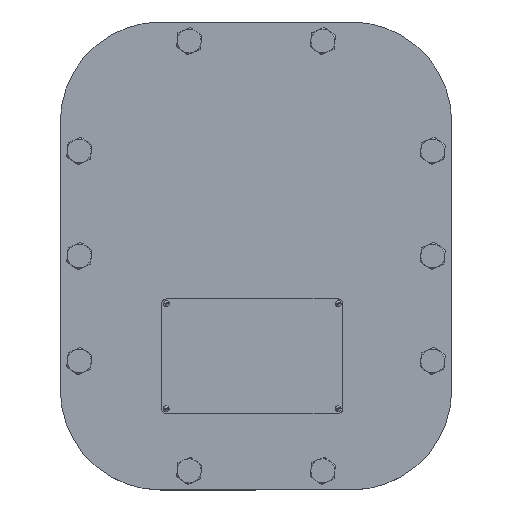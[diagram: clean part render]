
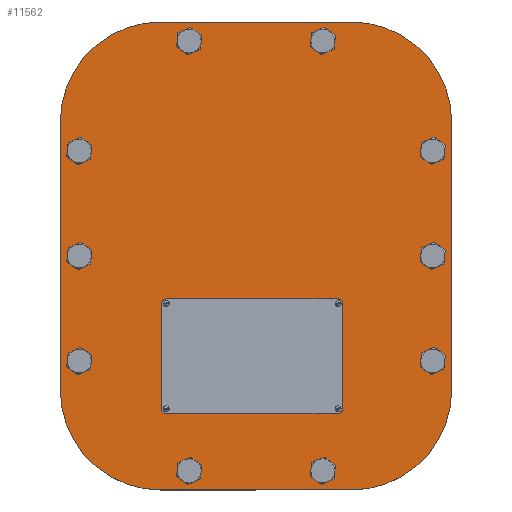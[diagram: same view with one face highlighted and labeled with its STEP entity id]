
A CAD part, top view. The second image highlights one B-rep face of the part: STEP entity #11562.
In plain terms, the highlighted planar face has unit normal (0, 0, 1).
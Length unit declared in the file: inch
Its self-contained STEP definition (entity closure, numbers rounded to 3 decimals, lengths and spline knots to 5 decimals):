
#1945=LINE('',#22452,#2724);
#1950=LINE('',#22462,#2729);
#1996=LINE('',#22644,#2775);
#1999=LINE('',#22654,#2778);
#2724=VECTOR('',#14654,0.3937);
#2729=VECTOR('',#14661,0.3937);
#2775=VECTOR('',#14869,0.3937);
#2778=VECTOR('',#14882,0.3937);
#3126=PLANE('',#12609);
#3331=FACE_BOUND('',#4773,.T.);
#3332=FACE_BOUND('',#4774,.T.);
#3333=FACE_BOUND('',#4775,.T.);
#3334=FACE_BOUND('',#4776,.T.);
#3335=FACE_BOUND('',#4777,.T.);
#3336=FACE_BOUND('',#4778,.T.);
#3337=FACE_BOUND('',#4779,.T.);
#3338=FACE_BOUND('',#4780,.T.);
#3339=FACE_BOUND('',#4781,.T.);
#3340=FACE_BOUND('',#4782,.T.);
#3949=FACE_OUTER_BOUND('',#4772,.T.);
#4772=EDGE_LOOP('',(#10425,#10426,#10427,#10428,#10429,#10430,#10431,#10432));
#4773=EDGE_LOOP('',(#10433));
#4774=EDGE_LOOP('',(#10434));
#4775=EDGE_LOOP('',(#10435));
#4776=EDGE_LOOP('',(#10436));
#4777=EDGE_LOOP('',(#10437));
#4778=EDGE_LOOP('',(#10438));
#4779=EDGE_LOOP('',(#10439));
#4780=EDGE_LOOP('',(#10440));
#4781=EDGE_LOOP('',(#10441));
#4782=EDGE_LOOP('',(#10442));
#5118=CIRCLE('',#12482,0.23438);
#5120=CIRCLE('',#12485,0.23438);
#5122=CIRCLE('',#12488,0.23438);
#5124=CIRCLE('',#12491,0.23438);
#5126=CIRCLE('',#12494,0.23438);
#5128=CIRCLE('',#12497,0.23438);
#5130=CIRCLE('',#12500,0.23438);
#5132=CIRCLE('',#12503,0.23438);
#5134=CIRCLE('',#12506,0.23438);
#5136=CIRCLE('',#12509,0.23438);
#5186=CIRCLE('',#12600,2.625);
#5187=CIRCLE('',#12603,2.625);
#5188=CIRCLE('',#12605,2.625);
#5189=CIRCLE('',#12608,2.625);
#6036=VERTEX_POINT('',#22375);
#6038=VERTEX_POINT('',#22380);
#6040=VERTEX_POINT('',#22385);
#6042=VERTEX_POINT('',#22390);
#6044=VERTEX_POINT('',#22395);
#6046=VERTEX_POINT('',#22400);
#6048=VERTEX_POINT('',#22405);
#6050=VERTEX_POINT('',#22410);
#6052=VERTEX_POINT('',#22415);
#6054=VERTEX_POINT('',#22420);
#6065=VERTEX_POINT('',#22449);
#6066=VERTEX_POINT('',#22451);
#6069=VERTEX_POINT('',#22459);
#6070=VERTEX_POINT('',#22461);
#6124=VERTEX_POINT('',#22639);
#6125=VERTEX_POINT('',#22643);
#6126=VERTEX_POINT('',#22649);
#6127=VERTEX_POINT('',#22653);
#7459=EDGE_CURVE('',#6036,#6036,#5118,.T.);
#7461=EDGE_CURVE('',#6038,#6038,#5120,.T.);
#7463=EDGE_CURVE('',#6040,#6040,#5122,.T.);
#7465=EDGE_CURVE('',#6042,#6042,#5124,.T.);
#7467=EDGE_CURVE('',#6044,#6044,#5126,.T.);
#7469=EDGE_CURVE('',#6046,#6046,#5128,.T.);
#7471=EDGE_CURVE('',#6048,#6048,#5130,.T.);
#7473=EDGE_CURVE('',#6050,#6050,#5132,.T.);
#7475=EDGE_CURVE('',#6052,#6052,#5134,.T.);
#7477=EDGE_CURVE('',#6054,#6054,#5136,.T.);
#7491=EDGE_CURVE('',#6066,#6065,#1945,.T.);
#7496=EDGE_CURVE('',#6070,#6069,#1950,.T.);
#7585=EDGE_CURVE('',#6124,#6070,#5186,.T.);
#7587=EDGE_CURVE('',#6125,#6124,#1996,.T.);
#7589=EDGE_CURVE('',#6065,#6125,#5187,.T.);
#7590=EDGE_CURVE('',#6126,#6066,#5188,.T.);
#7592=EDGE_CURVE('',#6127,#6126,#1999,.T.);
#7594=EDGE_CURVE('',#6069,#6127,#5189,.T.);
#10425=ORIENTED_EDGE('',*,*,#7496,.T.);
#10426=ORIENTED_EDGE('',*,*,#7594,.T.);
#10427=ORIENTED_EDGE('',*,*,#7592,.T.);
#10428=ORIENTED_EDGE('',*,*,#7590,.T.);
#10429=ORIENTED_EDGE('',*,*,#7491,.T.);
#10430=ORIENTED_EDGE('',*,*,#7589,.T.);
#10431=ORIENTED_EDGE('',*,*,#7587,.T.);
#10432=ORIENTED_EDGE('',*,*,#7585,.T.);
#10433=ORIENTED_EDGE('',*,*,#7459,.T.);
#10434=ORIENTED_EDGE('',*,*,#7461,.T.);
#10435=ORIENTED_EDGE('',*,*,#7463,.T.);
#10436=ORIENTED_EDGE('',*,*,#7465,.T.);
#10437=ORIENTED_EDGE('',*,*,#7467,.T.);
#10438=ORIENTED_EDGE('',*,*,#7469,.T.);
#10439=ORIENTED_EDGE('',*,*,#7471,.T.);
#10440=ORIENTED_EDGE('',*,*,#7473,.T.);
#10441=ORIENTED_EDGE('',*,*,#7475,.T.);
#10442=ORIENTED_EDGE('',*,*,#7477,.T.);
#11562=ADVANCED_FACE('',(#3949,#3331,#3332,#3333,#3334,#3335,#3336,#3337,
#3338,#3339,#3340),#3126,.T.);
#12482=AXIS2_PLACEMENT_3D('',#22376,#14570,#14571);
#12485=AXIS2_PLACEMENT_3D('',#22381,#14576,#14577);
#12488=AXIS2_PLACEMENT_3D('',#22386,#14582,#14583);
#12491=AXIS2_PLACEMENT_3D('',#22391,#14588,#14589);
#12494=AXIS2_PLACEMENT_3D('',#22396,#14594,#14595);
#12497=AXIS2_PLACEMENT_3D('',#22401,#14600,#14601);
#12500=AXIS2_PLACEMENT_3D('',#22406,#14606,#14607);
#12503=AXIS2_PLACEMENT_3D('',#22411,#14612,#14613);
#12506=AXIS2_PLACEMENT_3D('',#22416,#14618,#14619);
#12509=AXIS2_PLACEMENT_3D('',#22421,#14624,#14625);
#12600=AXIS2_PLACEMENT_3D('',#22640,#14864,#14865);
#12603=AXIS2_PLACEMENT_3D('',#22647,#14873,#14874);
#12605=AXIS2_PLACEMENT_3D('',#22650,#14877,#14878);
#12608=AXIS2_PLACEMENT_3D('',#22657,#14886,#14887);
#12609=AXIS2_PLACEMENT_3D('',#22658,#14888,#14889);
#14570=DIRECTION('center_axis',(0.,0.,-1.));
#14571=DIRECTION('ref_axis',(-1.,0.,0.));
#14576=DIRECTION('center_axis',(0.,0.,-1.));
#14577=DIRECTION('ref_axis',(-1.,0.,0.));
#14582=DIRECTION('center_axis',(0.,0.,-1.));
#14583=DIRECTION('ref_axis',(-1.,0.,0.));
#14588=DIRECTION('center_axis',(0.,0.,-1.));
#14589=DIRECTION('ref_axis',(-1.,0.,0.));
#14594=DIRECTION('center_axis',(0.,0.,-1.));
#14595=DIRECTION('ref_axis',(-1.,0.,0.));
#14600=DIRECTION('center_axis',(0.,0.,-1.));
#14601=DIRECTION('ref_axis',(-1.,0.,0.));
#14606=DIRECTION('center_axis',(0.,0.,-1.));
#14607=DIRECTION('ref_axis',(-1.,0.,0.));
#14612=DIRECTION('center_axis',(0.,0.,-1.));
#14613=DIRECTION('ref_axis',(-1.,0.,0.));
#14618=DIRECTION('center_axis',(0.,0.,-1.));
#14619=DIRECTION('ref_axis',(-1.,0.,0.));
#14624=DIRECTION('center_axis',(0.,0.,-1.));
#14625=DIRECTION('ref_axis',(-1.,0.,0.));
#14654=DIRECTION('',(0.,1.,0.));
#14661=DIRECTION('',(0.,-1.,0.));
#14864=DIRECTION('center_axis',(0.,0.,1.));
#14865=DIRECTION('ref_axis',(0.,1.,0.));
#14869=DIRECTION('',(-1.,0.,0.));
#14873=DIRECTION('center_axis',(0.,0.,1.));
#14874=DIRECTION('ref_axis',(1.,0.,0.));
#14877=DIRECTION('center_axis',(0.,0.,1.));
#14878=DIRECTION('ref_axis',(0.,-1.,0.));
#14882=DIRECTION('',(1.,0.,0.));
#14886=DIRECTION('center_axis',(0.,0.,1.));
#14887=DIRECTION('ref_axis',(-1.,0.,0.));
#14888=DIRECTION('center_axis',(0.,0.,1.));
#14889=DIRECTION('ref_axis',(1.,0.,0.));
#22375=CARTESIAN_POINT('',(4.85938,0.,0.625));
#22376=CARTESIAN_POINT('Origin',(4.625,0.,0.625));
#22380=CARTESIAN_POINT('',(-4.39063,0.,0.625));
#22381=CARTESIAN_POINT('Origin',(-4.625,0.,0.625));
#22385=CARTESIAN_POINT('',(-1.51563,-5.625,0.625));
#22386=CARTESIAN_POINT('Origin',(-1.75,-5.625,0.625));
#22390=CARTESIAN_POINT('',(1.98438,-5.625,0.625));
#22391=CARTESIAN_POINT('Origin',(1.75,-5.625,0.625));
#22395=CARTESIAN_POINT('',(-4.39063,2.75,0.625));
#22396=CARTESIAN_POINT('Origin',(-4.625,2.75,0.625));
#22400=CARTESIAN_POINT('',(4.85938,2.75,0.625));
#22401=CARTESIAN_POINT('Origin',(4.625,2.75,0.625));
#22405=CARTESIAN_POINT('',(1.98438,5.625,0.625));
#22406=CARTESIAN_POINT('Origin',(1.75,5.625,0.625));
#22410=CARTESIAN_POINT('',(-1.51563,5.625,0.625));
#22411=CARTESIAN_POINT('Origin',(-1.75,5.625,0.625));
#22415=CARTESIAN_POINT('',(4.85938,-2.75,0.625));
#22416=CARTESIAN_POINT('Origin',(4.625,-2.75,0.625));
#22420=CARTESIAN_POINT('',(-4.39063,-2.75,0.625));
#22421=CARTESIAN_POINT('Origin',(-4.625,-2.75,0.625));
#22449=CARTESIAN_POINT('',(5.125,3.5,0.625));
#22451=CARTESIAN_POINT('',(5.125,-3.5,0.625));
#22452=CARTESIAN_POINT('',(5.125,-3.5,0.625));
#22459=CARTESIAN_POINT('',(-5.125,-3.5,0.625));
#22461=CARTESIAN_POINT('',(-5.125,3.5,0.625));
#22462=CARTESIAN_POINT('',(-5.125,3.5,0.625));
#22639=CARTESIAN_POINT('',(-2.5,6.125,0.625));
#22640=CARTESIAN_POINT('Origin',(-2.5,3.5,0.625));
#22643=CARTESIAN_POINT('',(2.5,6.125,0.625));
#22644=CARTESIAN_POINT('',(2.5,6.125,0.625));
#22647=CARTESIAN_POINT('Origin',(2.5,3.5,0.625));
#22649=CARTESIAN_POINT('',(2.5,-6.125,0.625));
#22650=CARTESIAN_POINT('Origin',(2.5,-3.5,0.625));
#22653=CARTESIAN_POINT('',(-2.5,-6.125,0.625));
#22654=CARTESIAN_POINT('',(-2.5,-6.125,0.625));
#22657=CARTESIAN_POINT('Origin',(-2.5,-3.5,0.625));
#22658=CARTESIAN_POINT('Origin',(0.,0.,
0.625));
